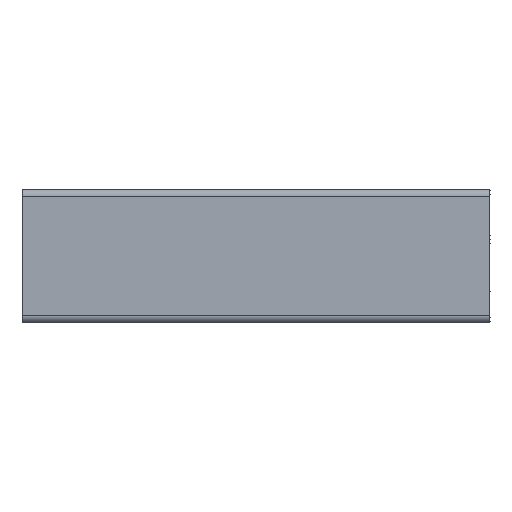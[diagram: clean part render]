
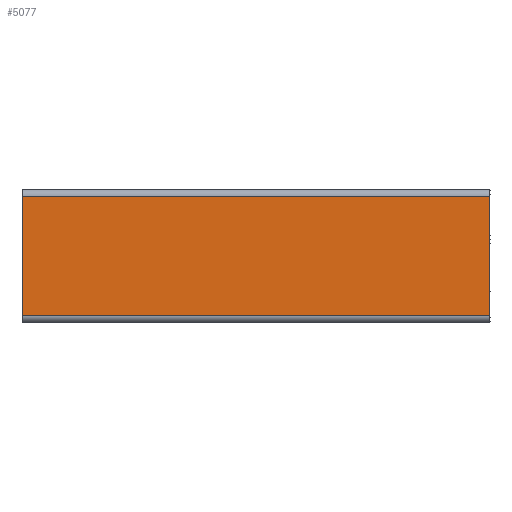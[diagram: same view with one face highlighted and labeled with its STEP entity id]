
A CAD part, front view. The second image highlights one B-rep face of the part: STEP entity #5077.
In plain terms, the highlighted free-form (B-spline) face has degree [1, 1] with [2, 2] control points.
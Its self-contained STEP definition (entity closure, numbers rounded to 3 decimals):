
#4986 = VERTEX_POINT('',#4987);
#4987 = CARTESIAN_POINT('',(-148.974,23.181,
    94.571));
#4993 = EDGE_CURVE('',#4994,#4986,#4996,.T.);
#4994 = VERTEX_POINT('',#4995);
#4995 = CARTESIAN_POINT('',(140.4,23.181,
    94.571));
#4996 = B_SPLINE_CURVE_WITH_KNOTS('',1,(#4997,#4998),.UNSPECIFIED.,.F.,
  .F.,(2,2),(0.,254.),.PIECEWISE_BEZIER_KNOTS.);
#4997 = CARTESIAN_POINT('',(140.4,23.181,
    94.571));
#4998 = CARTESIAN_POINT('',(-148.974,23.181,
    94.571));
#5077 = ADVANCED_FACE('',(#5078),#5100,.F.);
#5078 = FACE_BOUND('',#5079,.T.);
#5079 = EDGE_LOOP('',(#5080,#5087,#5094,#5099));
#5080 = ORIENTED_EDGE('',*,*,#5081,.T.);
#5081 = EDGE_CURVE('',#4986,#5082,#5084,.T.);
#5082 = VERTEX_POINT('',#5083);
#5083 = CARTESIAN_POINT('',(-148.974,23.181,
    20.518));
#5084 = B_SPLINE_CURVE_WITH_KNOTS('',1,(#5085,#5086),.UNSPECIFIED.,.F.,
  .F.,(2,2),(0.,65.),.PIECEWISE_BEZIER_KNOTS.);
#5085 = CARTESIAN_POINT('',(-148.974,23.181,
    94.571));
#5086 = CARTESIAN_POINT('',(-148.974,23.181,
    20.518));
#5087 = ORIENTED_EDGE('',*,*,#5088,.F.);
#5088 = EDGE_CURVE('',#5089,#5082,#5091,.T.);
#5089 = VERTEX_POINT('',#5090);
#5090 = CARTESIAN_POINT('',(140.4,23.181,
    20.518));
#5091 = B_SPLINE_CURVE_WITH_KNOTS('',1,(#5092,#5093),.UNSPECIFIED.,.F.,
  .F.,(2,2),(0.,254.),.PIECEWISE_BEZIER_KNOTS.);
#5092 = CARTESIAN_POINT('',(140.4,23.181,
    20.518));
#5093 = CARTESIAN_POINT('',(-148.974,23.181,
    20.518));
#5094 = ORIENTED_EDGE('',*,*,#5095,.F.);
#5095 = EDGE_CURVE('',#4994,#5089,#5096,.T.);
#5096 = B_SPLINE_CURVE_WITH_KNOTS('',1,(#5097,#5098),.UNSPECIFIED.,.F.,
  .F.,(2,2),(0.,65.),.PIECEWISE_BEZIER_KNOTS.);
#5097 = CARTESIAN_POINT('',(140.4,23.181,
    94.571));
#5098 = CARTESIAN_POINT('',(140.4,23.181,
    20.518));
#5099 = ORIENTED_EDGE('',*,*,#4993,.T.);
#5100 = B_SPLINE_SURFACE_WITH_KNOTS('',1,1,(
    (#5101,#5102)
    ,(#5103,#5104
    )),.UNSPECIFIED.,.F.,.F.,.F.,(2,2),(2,2),(-65.,0.),(-254.,0.),
  .PIECEWISE_BEZIER_KNOTS.);
#5101 = CARTESIAN_POINT('',(-148.974,23.181,
    20.518));
#5102 = CARTESIAN_POINT('',(140.4,23.181,
    20.518));
#5103 = CARTESIAN_POINT('',(-148.974,23.181,
    94.571));
#5104 = CARTESIAN_POINT('',(140.4,23.181,
    94.571));
